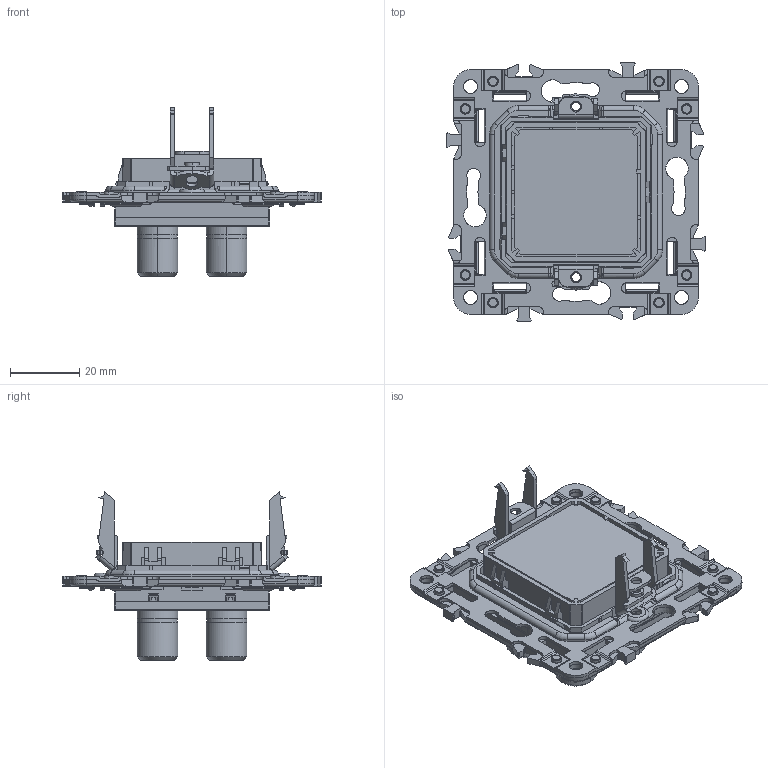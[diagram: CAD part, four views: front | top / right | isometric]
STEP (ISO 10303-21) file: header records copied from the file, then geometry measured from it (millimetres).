
FILE_DESCRIPTION (( 'STEP AP203' ), '1' );
FILE_NAME ('SKANDY 璩儰闉鍡殣罻 4-懤嚦.STEP', '2025-02-16T18:58:48', ( '' ), ( '' ), 'SwSTEP 2.0', 'SolidWorks 2022', '' );
FILE_SCHEMA (( 'CONFIG_CONTROL_DESIGN' ));
Length unit declared in the file: millimetre
Products named in the file (1): SKANDY Аудиорозетка 4-мест
Bounding box: 74.7 x 74.7 x 48.76 mm (x, y, z)
Surface area: 45335.1 mm2 (no closed solid volume)
Topology: 0 solids, 33 shells, 2469 faces, 6912 edges, 4480 vertices
Faces by surface type: plane 1406, cylinder 847, cone 76, torus 68, bspline 64, sphere 8
Full cylindrical faces by diameter (mm): 4 x2
Entity records: 110675 total; most frequent: CARTESIAN_POINT 61140, ORIENTED_EDGE 13738, EDGE_CURVE 6906, B_SPLINE_CURVE_WITH_KNOTS 6862, DIRECTION 4822, VERTEX_POINT 4488, EDGE_LOOP 2646, FACE_OUTER_BOUND 2469
